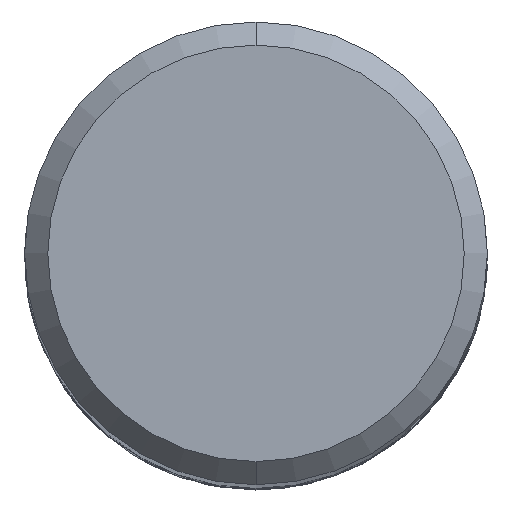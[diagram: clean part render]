
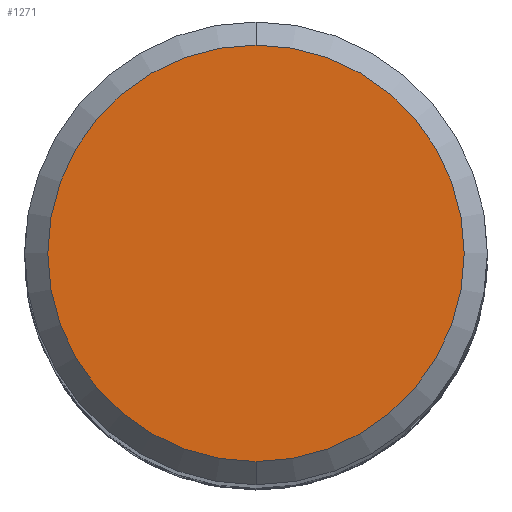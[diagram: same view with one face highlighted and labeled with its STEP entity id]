
A CAD part, top view. The second image highlights one B-rep face of the part: STEP entity #1271.
In plain terms, the highlighted planar face has unit normal (0, 0, 1).
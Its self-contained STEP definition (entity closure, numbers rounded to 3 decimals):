
#529=VERTEX_POINT('',#1428);
#723=EDGE_CURVE('',#1049,#529,#1637,.T.);
#1049=VERTEX_POINT('',#1992);
#1137=EDGE_CURVE('',#529,#1049,#2088,.T.);
#1271=ADVANCED_FACE('',(#2234),#2235,.T.);
#1428=CARTESIAN_POINT('',(0.0,4.5,0.0));
#1637=CIRCLE('',#6135,4.5);
#1992=CARTESIAN_POINT('',(0.,-4.5,0.0));
#2088=CIRCLE('',#10608,4.5);
#2234=FACE_OUTER_BOUND('',#12589,.T.);
#2235=PLANE('',#12590);
#6135=AXIS2_PLACEMENT_3D('',#13484,#13485,#13486);
#10608=AXIS2_PLACEMENT_3D('',#13958,#13959,#13960);
#12589=EDGE_LOOP('',(#14095,#14096));
#12590=AXIS2_PLACEMENT_3D('',#14097,#14098,#14099);
#13484=CARTESIAN_POINT('',(0.0,0.0,0.0));
#13485=DIRECTION('',(0.0,0.0,-1.0));
#13486=DIRECTION('',(0.0,1.0,0.0));
#13958=CARTESIAN_POINT('',(0.0,0.0,0.0));
#13959=DIRECTION('',(0.0,0.0,-1.0));
#13960=DIRECTION('',(0.0,1.0,0.0));
#14095=ORIENTED_EDGE('',*,*,#1137,.F.);
#14096=ORIENTED_EDGE('',*,*,#723,.F.);
#14097=CARTESIAN_POINT('',(0.0,2.25,0.0));
#14098=DIRECTION('',(-0.0,0.0,1.0));
#14099=DIRECTION('',(0.0,-1.0,0.0));
